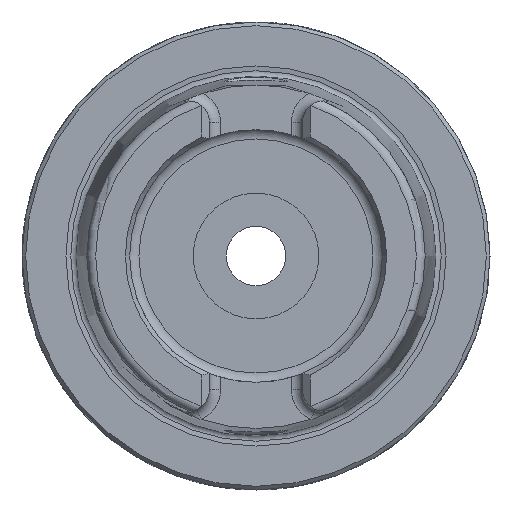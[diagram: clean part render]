
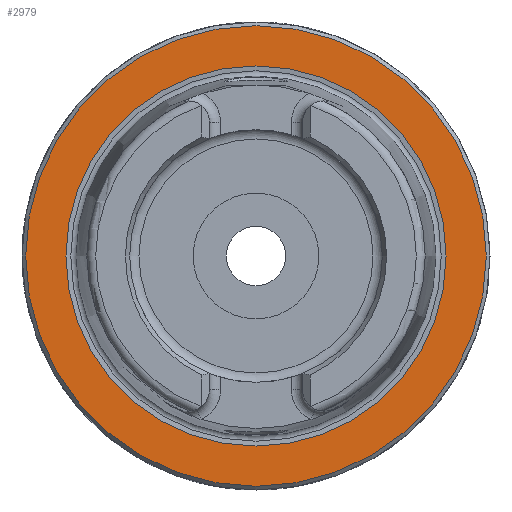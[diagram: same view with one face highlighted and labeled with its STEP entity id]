
A CAD part, left-side view. The second image highlights one B-rep face of the part: STEP entity #2979.
In plain terms, the highlighted planar face has unit normal (-1, 0, 0).
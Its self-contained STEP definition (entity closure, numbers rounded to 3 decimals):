
#156=FACE_BOUND('',#599,.T.);
#201=PLANE('',#3356);
#417=FACE_OUTER_BOUND('',#598,.T.);
#598=EDGE_LOOP('',(#2546));
#599=EDGE_LOOP('',(#2547));
#1096=CIRCLE('',#3355,25.588);
#1097=CIRCLE('',#3357,31.);
#1360=VERTEX_POINT('',#5858);
#1361=VERTEX_POINT('',#5862);
#1770=EDGE_CURVE('',#1360,#1360,#1096,.T.);
#1771=EDGE_CURVE('',#1361,#1361,#1097,.T.);
#2546=ORIENTED_EDGE('',*,*,#1771,.F.);
#2547=ORIENTED_EDGE('',*,*,#1770,.T.);
#2979=ADVANCED_FACE('',(#417,#156),#201,.T.);
#3355=AXIS2_PLACEMENT_3D('',#5860,#4098,#4099);
#3356=AXIS2_PLACEMENT_3D('',#5861,#4100,#4101);
#3357=AXIS2_PLACEMENT_3D('',#5863,#4102,#4103);
#4098=DIRECTION('center_axis',(1.,0.,0.));
#4099=DIRECTION('ref_axis',(0.,0.,-1.));
#4100=DIRECTION('center_axis',(-1.,0.,0.));
#4101=DIRECTION('ref_axis',(0.,0.,1.));
#4102=DIRECTION('center_axis',(1.,0.,0.));
#4103=DIRECTION('ref_axis',(0.,0.,-1.));
#5858=CARTESIAN_POINT('',(0.,-25.588,0.));
#5860=CARTESIAN_POINT('Origin',(0.,0.,0.));
#5861=CARTESIAN_POINT('Origin',(0.,31.,0.));
#5862=CARTESIAN_POINT('',(0.,-31.,0.));
#5863=CARTESIAN_POINT('Origin',(0.,0.,0.));
